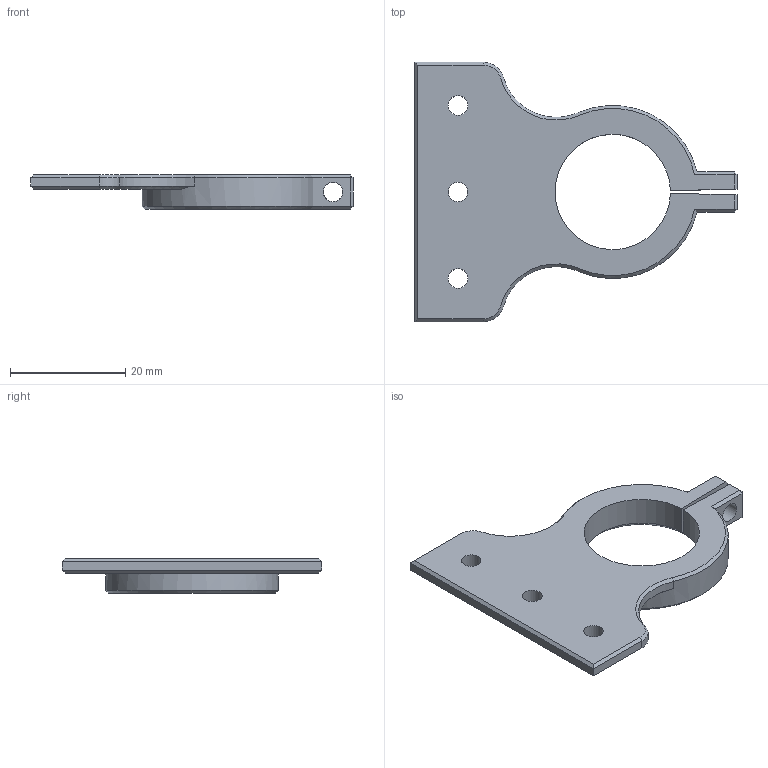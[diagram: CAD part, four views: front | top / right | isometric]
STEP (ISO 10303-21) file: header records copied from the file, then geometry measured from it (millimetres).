
FILE_DESCRIPTION(/* description */ (''),/* implementation_level */ '2;1');
FILE_NAME(/* name */ 'Encoder mount v4.step',/* time_stamp */ '2022-09-28T14:59:41-07:00',/* author */ (''),/* organization */ (''),/* preprocessor_version */ 'ST-DEVELOPER v19',/* originating_system */ 'Autodesk Translation Framework v11.7.0.108',/* authorisation */ '');
FILE_SCHEMA (('AUTOMOTIVE_DESIGN { 1 0 10303 214 3 1 1 }'));
Length unit declared in the file: millimetre
Products named in the file (2): Encoder mount; Encoder mount_1
Assembly tree (1 placements, depth 2):
  Encoder mount
    Encoder mount_1
Bounding box: 55.92 x 45 x 6 mm (x, y, z)
Volume: 4580.2 mm3; surface area: 3865.7 mm2
Topology: 1 solids, 1 shells, 55 faces, 129 edges, 76 vertices
Faces by surface type: plane 32, cone 12, cylinder 11
Full cylindrical faces by diameter (mm): 3.4 x5
Entity records: 1618 total; most frequent: CARTESIAN_POINT 281, DIRECTION 275, ORIENTED_EDGE 258, EDGE_CURVE 129, AXIS2_PLACEMENT_3D 94, LINE 87, VECTOR 87, VERTEX_POINT 76
